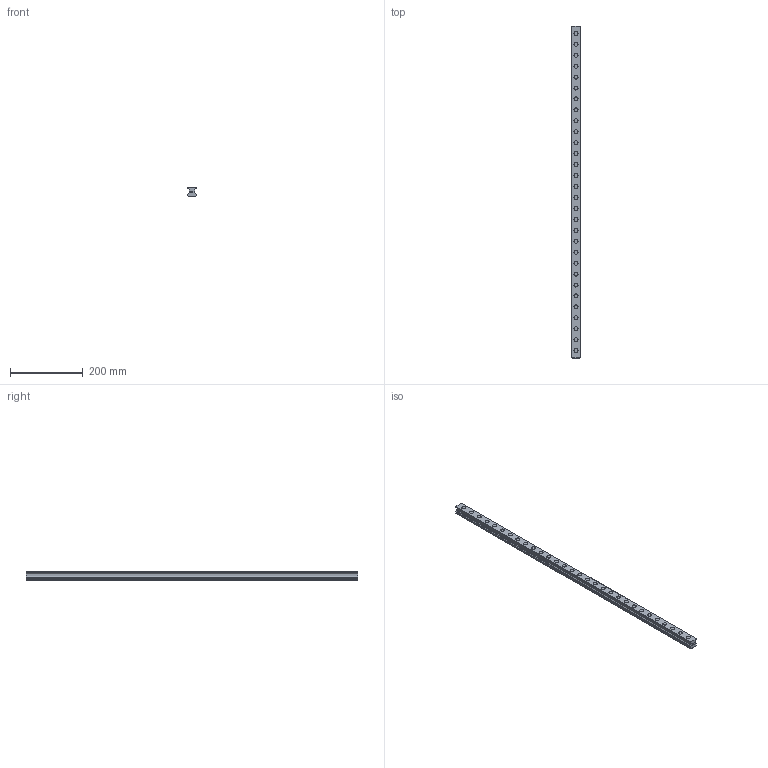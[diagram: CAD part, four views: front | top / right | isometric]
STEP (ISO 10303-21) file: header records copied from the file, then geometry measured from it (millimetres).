
FILE_DESCRIPTION(('STEP AP214'),'1');
FILE_NAME('cctmp_F2187B27-4AFE-451E-86D1-51B34E57EDA2_2021_03_11_09_39_00_0645..stp','2021-03-11T08:39:00',('HIWIN GmbH'),('CADClick - www.CADClick.com'),'Spatial InterOp 3D',' ','unknown authorization');
FILE_SCHEMA(('AUTOMOTIVE_DESIGN'));
Length unit declared in the file: millimetre
Products named in the file (1): RGR25R910H_FILE
Bounding box: 23 x 910 x 23.6 mm (x, y, z)
Volume: 365370.3 mm3; surface area: 113306.2 mm2
Topology: 1 solids, 1 shells, 387 faces, 873 edges, 582 vertices
Faces by surface type: cylinder 198, plane 189
Entity records: 14083 total; most frequent: DIRECTION 2045, CARTESIAN_POINT 1843, ORIENTED_EDGE 1746, EDGE_CURVE 873, AXIS2_PLACEMENT_3D 784, VERTEX_POINT 582, EDGE_LOOP 481, LINE 477
